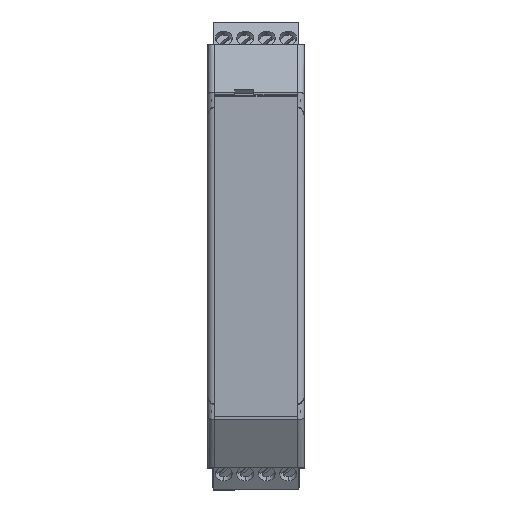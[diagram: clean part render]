
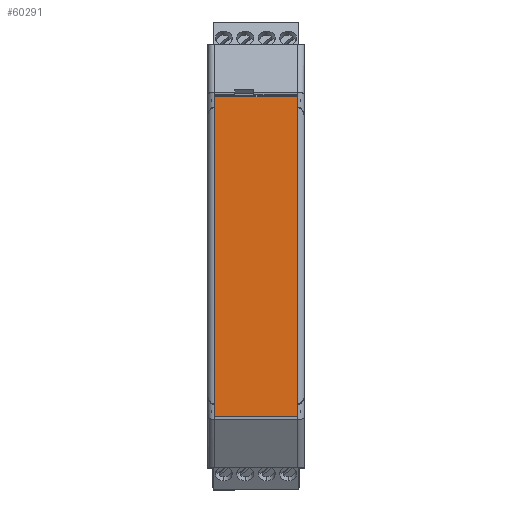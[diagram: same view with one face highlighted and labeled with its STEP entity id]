
A CAD part, top view. The second image highlights one B-rep face of the part: STEP entity #60291.
In plain terms, the highlighted face is planar.
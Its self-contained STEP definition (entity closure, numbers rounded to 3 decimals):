
#58687=DIRECTION('',(1.,0.,0.));
#58688=VECTOR('',#58687,2.6);
#58689=CARTESIAN_POINT('',(-37.2,114.5,7.15));
#58690=LINE('',#58689,#58688);
#58694=DIRECTION('',(-1.,0.,0.));
#58695=VECTOR('',#58694,2.6);
#58696=CARTESIAN_POINT('',(-34.6,114.5,-12.15));
#58697=LINE('',#58696,#58695);
#58701=DIRECTION('',(-1.,0.,0.));
#58702=VECTOR('',#58701,2.9);
#58703=CARTESIAN_POINT('',(37.5,114.5,-12.15));
#58704=LINE('',#58703,#58702);
#58708=DIRECTION('',(0.,0.,1.));
#58709=VECTOR('',#58708,19.3);
#58710=CARTESIAN_POINT('',(37.5,114.5,-12.15));
#58711=LINE('',#58710,#58709);
#58838=DIRECTION('',(0.,0.,1.));
#58839=VECTOR('',#58838,0.15);
#58840=CARTESIAN_POINT('',(34.6,114.5,-12.3));
#58841=LINE('',#58840,#58839);
#58969=DIRECTION('',(1.,0.,0.));
#58970=VECTOR('',#58969,69.2);
#58971=CARTESIAN_POINT('',(-34.6,114.5,-12.3));
#58972=LINE('',#58971,#58970);
#58988=DIRECTION('',(0.,0.,-1.));
#58989=VECTOR('',#58988,0.15);
#58990=CARTESIAN_POINT('',(-34.6,114.5,-12.15));
#58991=LINE('',#58990,#58989);
#59181=DIRECTION('',(-1.,0.,0.));
#59182=VECTOR('',#59181,2.9);
#59183=CARTESIAN_POINT('',(37.5,114.5,7.15));
#59184=LINE('',#59183,#59182);
#59268=DIRECTION('',(0.,0.,1.));
#59269=VECTOR('',#59268,0.15);
#59270=CARTESIAN_POINT('',(34.6,114.5,7.15));
#59271=LINE('',#59270,#59269);
#59436=DIRECTION('',(0.,0.,-1.));
#59437=VECTOR('',#59436,0.15);
#59438=CARTESIAN_POINT('',(-34.6,114.5,7.3));
#59439=LINE('',#59438,#59437);
#59510=DIRECTION('',(0.,0.,-1.));
#59511=VECTOR('',#59510,19.3);
#59512=CARTESIAN_POINT('',(-37.2,114.5,7.15));
#59513=LINE('',#59512,#59511);
#59612=DIRECTION('',(-1.,0.,0.));
#59613=VECTOR('',#59612,69.2);
#59614=CARTESIAN_POINT('',(34.6,114.5,7.3));
#59615=LINE('',#59614,#59613);
#59876=CARTESIAN_POINT('',(34.6,114.5,7.15));
#59877=VERTEX_POINT('',#59876);
#59878=CARTESIAN_POINT('',(34.6,114.5,7.3));
#59879=VERTEX_POINT('',#59878);
#59911=CARTESIAN_POINT('',(-37.2,114.5,7.15));
#59913=VERTEX_POINT('',#59911);
#59925=CARTESIAN_POINT('',(-34.6,114.5,7.15));
#59926=VERTEX_POINT('',#59925);
#59939=CARTESIAN_POINT('',(-37.2,114.5,-12.15));
#59940=VERTEX_POINT('',#59939);
#59943=CARTESIAN_POINT('',(-34.6,114.5,7.3));
#59944=VERTEX_POINT('',#59943);
#59954=CARTESIAN_POINT('',(37.5,114.5,-12.15));
#59955=CARTESIAN_POINT('',(37.5,114.5,7.15));
#59956=VERTEX_POINT('',#59954);
#59957=VERTEX_POINT('',#59955);
#59958=CARTESIAN_POINT('',(34.6,114.5,-12.15));
#59959=VERTEX_POINT('',#59958);
#59960=CARTESIAN_POINT('',(34.6,114.5,-12.3));
#59961=VERTEX_POINT('',#59960);
#59962=CARTESIAN_POINT('',(-34.6,114.5,-12.3));
#59963=VERTEX_POINT('',#59962);
#59964=CARTESIAN_POINT('',(-34.6,114.5,-12.15));
#59965=VERTEX_POINT('',#59964);
#60261=CARTESIAN_POINT('',(-37.2,114.5,-10.772));
#60262=DIRECTION('',(0.,1.,0.));
#60263=DIRECTION('',(1.,0.,0.));
#60264=AXIS2_PLACEMENT_3D('',#60261,#60262,#60263);
#60265=PLANE('',#60264);
#60267=ORIENTED_EDGE('',*,*,#60266,.T.);
#60269=ORIENTED_EDGE('',*,*,#60268,.T.);
#60271=ORIENTED_EDGE('',*,*,#60270,.T.);
#60273=ORIENTED_EDGE('',*,*,#60272,.T.);
#60275=ORIENTED_EDGE('',*,*,#60274,.T.);
#60277=ORIENTED_EDGE('',*,*,#60276,.F.);
#60279=ORIENTED_EDGE('',*,*,#60278,.T.);
#60280=ORIENTED_EDGE('',*,*,#60238,.F.);
#60282=ORIENTED_EDGE('',*,*,#60281,.T.);
#60284=ORIENTED_EDGE('',*,*,#60283,.T.);
#60286=ORIENTED_EDGE('',*,*,#60285,.T.);
#60288=ORIENTED_EDGE('',*,*,#60287,.F.);
#60289=EDGE_LOOP('',(#60267,#60269,#60271,#60273,#60275,#60277,#60279,#60280,
#60282,#60284,#60286,#60288));
#60290=FACE_OUTER_BOUND('',#60289,.F.);
#60291=ADVANCED_FACE('',(#60290),#60265,.T.);
#60238=EDGE_CURVE('',#59965,#59940,#58697,.T.);
#60266=EDGE_CURVE('',#59956,#59957,#58711,.T.);
#60268=EDGE_CURVE('',#59957,#59877,#59184,.T.);
#60270=EDGE_CURVE('',#59877,#59879,#59271,.T.);
#60272=EDGE_CURVE('',#59879,#59944,#59615,.T.);
#60274=EDGE_CURVE('',#59944,#59926,#59439,.T.);
#60276=EDGE_CURVE('',#59913,#59926,#58690,.T.);
#60278=EDGE_CURVE('',#59913,#59940,#59513,.T.);
#60281=EDGE_CURVE('',#59965,#59963,#58991,.T.);
#60283=EDGE_CURVE('',#59963,#59961,#58972,.T.);
#60285=EDGE_CURVE('',#59961,#59959,#58841,.T.);
#60287=EDGE_CURVE('',#59956,#59959,#58704,.T.);
